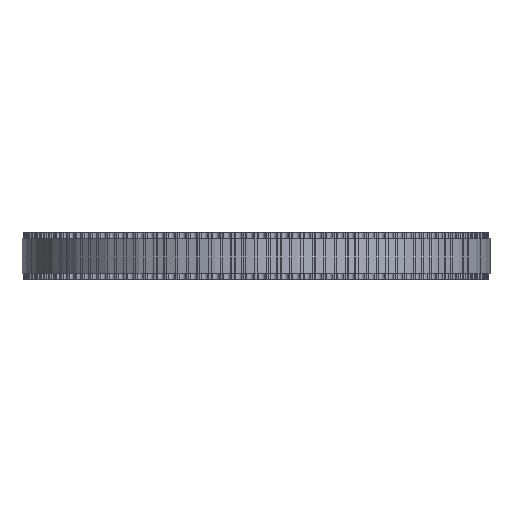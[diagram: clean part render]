
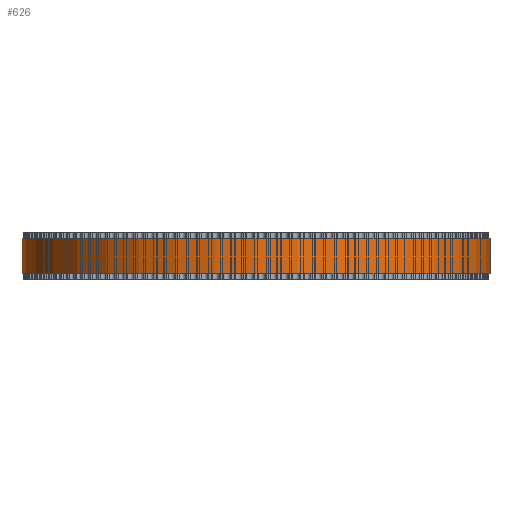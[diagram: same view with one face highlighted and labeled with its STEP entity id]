
A CAD part, front view. The second image highlights one B-rep face of the part: STEP entity #626.
In plain terms, the highlighted cylindrical face has radius 40.107 mm (diameter 80.214 mm), a full revolution.
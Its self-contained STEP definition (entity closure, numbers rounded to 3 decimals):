
#97=FACE_BOUND('',#2144,.T.);
#98=FACE_BOUND('',#2145,.T.);
#626=ADVANCED_FACE('',(#97,#98),#1131,.T.);
#1131=CYLINDRICAL_SURFACE('',#11231,40.107);
#2144=EDGE_LOOP('',(#6178));
#2145=EDGE_LOOP('',(#6179));
#6178=ORIENTED_EDGE('',*,*,#8702,.T.);
#6179=ORIENTED_EDGE('',*,*,#8703,.T.);
#7188=VERTEX_POINT('',#17800);
#7189=VERTEX_POINT('',#17802);
#8702=EDGE_CURVE('',#7188,#7188,#9712,.T.);
#8703=EDGE_CURVE('',#7189,#7189,#9713,.T.);
#9712=CIRCLE('',#11229,40.107);
#9713=CIRCLE('',#11230,40.107);
#11229=AXIS2_PLACEMENT_3D('',#17799,#14766,#14767);
#11230=AXIS2_PLACEMENT_3D('',#17801,#14768,#14769);
#11231=AXIS2_PLACEMENT_3D('',#17803,#14770,#14771);
#14766=DIRECTION('',(0.,0.,1.));
#14767=DIRECTION('',(1.,0.,0.));
#14768=DIRECTION('',(0.,0.,-1.));
#14769=DIRECTION('',(1.,0.,0.));
#14770=DIRECTION('',(0.,0.,1.));
#14771=DIRECTION('',(1.,0.,0.));
#17799=CARTESIAN_POINT('',(0.,0.,1.));
#17800=CARTESIAN_POINT('',(40.107,0.,1.));
#17801=CARTESIAN_POINT('',(0.,0.,7.));
#17802=CARTESIAN_POINT('',(40.107,0.,7.));
#17803=CARTESIAN_POINT('',(0.,0.,1.));
